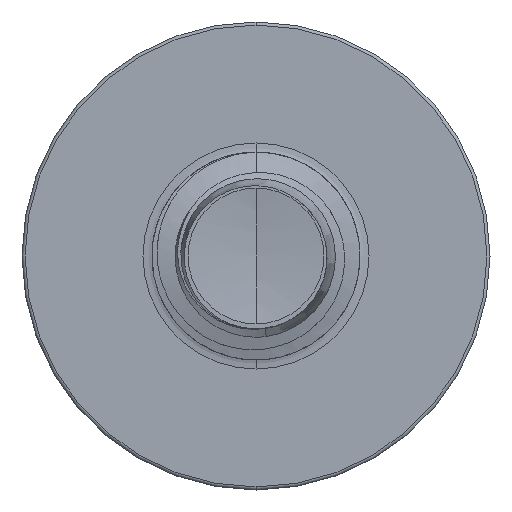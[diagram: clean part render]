
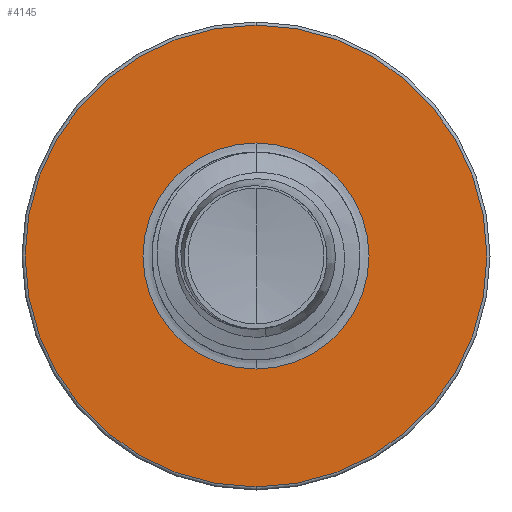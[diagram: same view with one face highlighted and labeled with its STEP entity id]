
A CAD part, front view. The second image highlights one B-rep face of the part: STEP entity #4145.
In plain terms, the highlighted planar face has unit normal (0, -1, 0).
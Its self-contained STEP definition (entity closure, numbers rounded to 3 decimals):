
#603 = EDGE_CURVE ( 'NONE', #23169, #5067, #2022, .T. ) ;
#1661 = CIRCLE ( 'NONE', #3089, 4.44 ) ;
#2022 = CIRCLE ( 'NONE', #21010, 4.44 ) ;
#2204 = DIRECTION ( 'NONE',  ( 0., 0., 1. ) ) ;
#2600 = EDGE_LOOP ( 'NONE', ( #17454, #11572 ) ) ;
#2792 = CARTESIAN_POINT ( 'NONE',  ( 0., 8.5, 0. ) ) ;
#3089 = AXIS2_PLACEMENT_3D ( 'NONE', #2792, #15702, #4649 ) ;
#3172 = AXIS2_PLACEMENT_3D ( 'NONE', #16769, #5678, #18611 ) ;
#3510 = CARTESIAN_POINT ( 'NONE',  ( 0., 8.5, 0. ) ) ;
#4145 = ADVANCED_FACE ( 'NONE', ( #23562, #14985 ), #22225, .F. ) ;
#4182 = CARTESIAN_POINT ( 'NONE',  ( 0., 8.5, 2.174 ) ) ;
#4649 = DIRECTION ( 'NONE',  ( 0., 0., 1. ) ) ;
#4679 = EDGE_LOOP ( 'NONE', ( #22676, #19766 ) ) ;
#5067 = VERTEX_POINT ( 'NONE', #5223 ) ;
#5223 = CARTESIAN_POINT ( 'NONE',  ( 0., 8.5, 4.44 ) ) ;
#5329 = DIRECTION ( 'NONE',  ( 0., 0., 1. ) ) ;
#5626 = CARTESIAN_POINT ( 'NONE',  ( 0., 8.5, -2.174 ) ) ;
#5678 = DIRECTION ( 'NONE',  ( 0., 1., 0. ) ) ;
#7419 = VERTEX_POINT ( 'NONE', #4182 ) ;
#7600 = AXIS2_PLACEMENT_3D ( 'NONE', #5626, #13252, #2204 ) ;
#10032 = EDGE_CURVE ( 'NONE', #7419, #10375, #16435, .T. ) ;
#10375 = VERTEX_POINT ( 'NONE', #15797 ) ;
#11572 = ORIENTED_EDGE ( 'NONE', *, *, #603, .F. ) ;
#13252 = DIRECTION ( 'NONE',  ( 0., 1., 0. ) ) ;
#14985 = FACE_BOUND ( 'NONE', #4679, .T. ) ;
#14995 = EDGE_CURVE ( 'NONE', #10375, #7419, #20172, .T. ) ;
#15702 = DIRECTION ( 'NONE',  ( 0., 1., 0. ) ) ;
#15797 = CARTESIAN_POINT ( 'NONE',  ( 0., 8.5, -2.174 ) ) ;
#16406 = DIRECTION ( 'NONE',  ( 0., 1., 0. ) ) ;
#16435 = CIRCLE ( 'NONE', #3172, 2.174 ) ;
#16769 = CARTESIAN_POINT ( 'NONE',  ( 0., 8.5, 0. ) ) ;
#16944 = AXIS2_PLACEMENT_3D ( 'NONE', #3510, #16406, #5329 ) ;
#17454 = ORIENTED_EDGE ( 'NONE', *, *, #22334, .F. ) ;
#18611 = DIRECTION ( 'NONE',  ( 0., 0., 1. ) ) ;
#19766 = ORIENTED_EDGE ( 'NONE', *, *, #14995, .T. ) ;
#20172 = CIRCLE ( 'NONE', #16944, 2.174 ) ;
#20494 = CARTESIAN_POINT ( 'NONE',  ( 0., 8.5, -4.44 ) ) ;
#21010 = AXIS2_PLACEMENT_3D ( 'NONE', #21145, #21120, #21041 ) ;
#21041 = DIRECTION ( 'NONE',  ( 0., 0., 1. ) ) ;
#21120 = DIRECTION ( 'NONE',  ( 0., 1., 0. ) ) ;
#21145 = CARTESIAN_POINT ( 'NONE',  ( 0., 8.5, 0. ) ) ;
#22225 = PLANE ( 'NONE',  #7600 ) ;
#22334 = EDGE_CURVE ( 'NONE', #5067, #23169, #1661, .T. ) ;
#22676 = ORIENTED_EDGE ( 'NONE', *, *, #10032, .T. ) ;
#23169 = VERTEX_POINT ( 'NONE', #20494 ) ;
#23562 = FACE_OUTER_BOUND ( 'NONE', #2600, .T. ) ;
